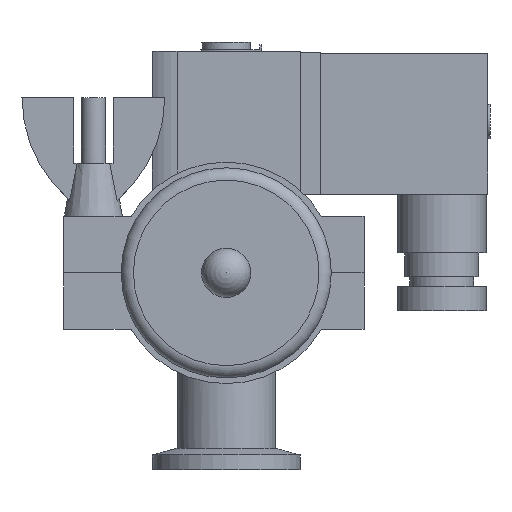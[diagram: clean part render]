
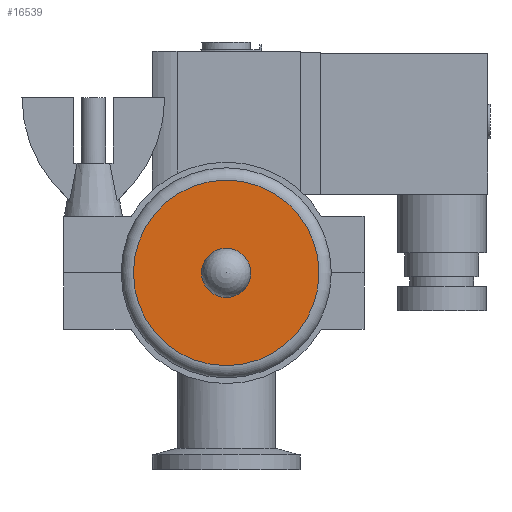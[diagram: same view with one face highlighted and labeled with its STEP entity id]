
A CAD part, front view. The second image highlights one B-rep face of the part: STEP entity #16539.
In plain terms, the highlighted planar face has unit normal (0, -1, 0).
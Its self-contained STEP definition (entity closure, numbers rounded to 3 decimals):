
#16508=CARTESIAN_POINT('',(0.,-232.1,-18.85));
#16509=VERTEX_POINT('',#16508);
#16510=CARTESIAN_POINT('',(0.0,-232.1,0.));
#16511=DIRECTION('',(0.0,1.0,0.0));
#16512=DIRECTION('',(0.0,0.0,1.0));
#16513=AXIS2_PLACEMENT_3D('',#16510,#16511,#16512);
#16514=CIRCLE('',#16513,18.85);
#16515=EDGE_CURVE('',#16509,#16509,#16514,.T.);
#16520=CARTESIAN_POINT('',(0.0,-232.1,-13.175));
#16521=DIRECTION('',(0.0,-1.0,0.0));
#16522=DIRECTION('',(1.0,0.0,0.0));
#16523=AXIS2_PLACEMENT_3D('',#16520,#16521,#16522);
#16524=PLANE('',#16523);
#16525=ORIENTED_EDGE('',*,*,#16515,.F.);
#16526=EDGE_LOOP('',(#16525));
#16527=FACE_OUTER_BOUND('',#16526,.T.);
#16528=CARTESIAN_POINT('',(0.0,-232.1,-5.));
#16529=VERTEX_POINT('',#16528);
#16530=CARTESIAN_POINT('',(0.0,-232.1,0.));
#16531=DIRECTION('',(0.0,-1.0,0.0));
#16532=DIRECTION('',(0.0,0.0,-1.0));
#16533=AXIS2_PLACEMENT_3D('',#16530,#16531,#16532);
#16534=CIRCLE('',#16533,5.);
#16535=EDGE_CURVE('',#16529,#16529,#16534,.T.);
#16536=ORIENTED_EDGE('',*,*,#16535,.F.);
#16537=EDGE_LOOP('',(#16536));
#16538=FACE_BOUND('',#16537,.T.);
#16539=ADVANCED_FACE('',(#16527,#16538),#16524,.T.);
